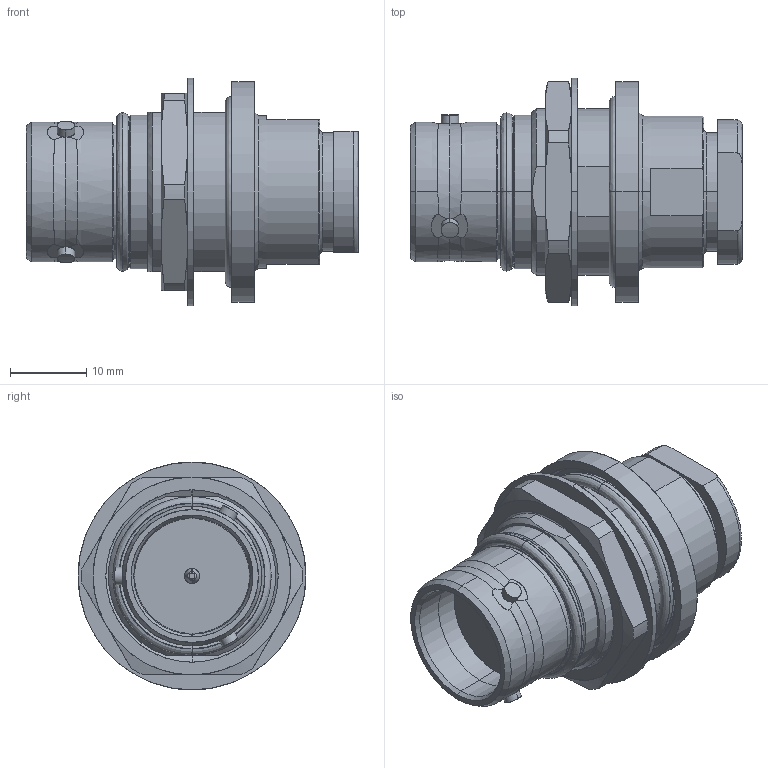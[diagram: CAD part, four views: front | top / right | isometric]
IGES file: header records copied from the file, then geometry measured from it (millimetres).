
Start section: SolidWorks IGES file using analytic representation for surfaces
Global section: file name: R184.339.007.IGS; native system: SolidWorks 2011; preprocessor: SolidWorks 2011; author: zhai_p; date: 130528.155907; units: millimetre
Bounding box: 43.65 x 29.95 x 29.95 mm (x, y, z)
Surface area: 6045.8 mm2 (no closed solid volume)
Topology: 0 solids, 0 shells, 176 faces, 2524 edges, 2524 vertices
Faces by surface type: revolution 98, bspline 78
